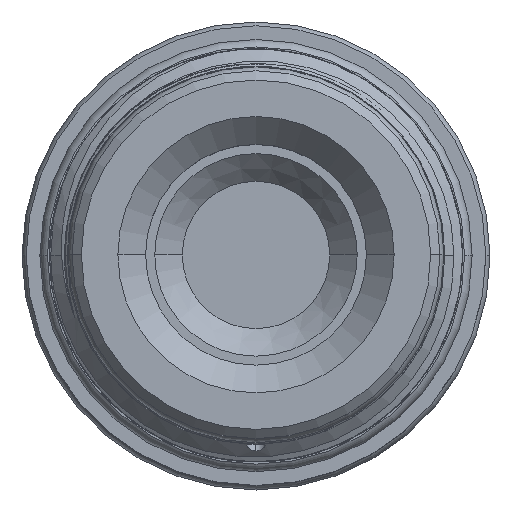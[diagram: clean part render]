
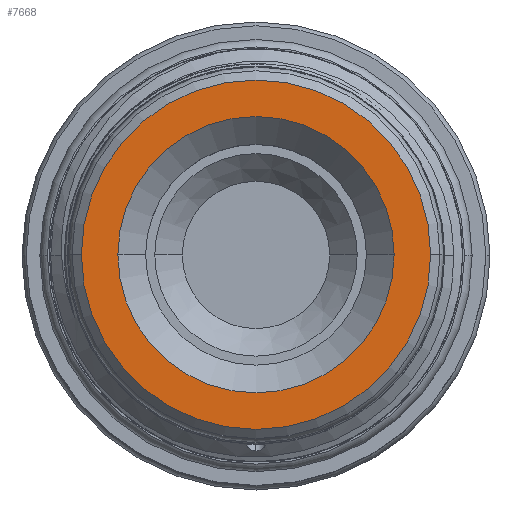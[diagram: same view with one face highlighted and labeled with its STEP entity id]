
A CAD part, top view. The second image highlights one B-rep face of the part: STEP entity #7668.
In plain terms, the highlighted planar face has unit normal (0, 0, 1).
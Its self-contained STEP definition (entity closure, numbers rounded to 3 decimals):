
#277 = DIRECTION ( 'NONE',  ( 0., 0., -1. ) ) ;
#512 = FACE_BOUND ( 'NONE', #1891, .T. ) ;
#575 = DIRECTION ( 'NONE',  ( 1., 0., 0. ) ) ;
#1091 = CARTESIAN_POINT ( 'NONE',  ( 0., 0., 13.677 ) ) ;
#1891 = EDGE_LOOP ( 'NONE', ( #6916, #11856 ) ) ;
#2308 = CIRCLE ( 'NONE', #19448, 15.075 ) ;
#2309 = DIRECTION ( 'NONE',  ( 0., 0., 1. ) ) ;
#3085 = CIRCLE ( 'NONE', #9194, 11.925 ) ;
#4067 = EDGE_CURVE ( 'NONE', #15533, #17283, #8414, .T. ) ;
#4113 = DIRECTION ( 'NONE',  ( -1., 0., 0. ) ) ;
#4184 = EDGE_CURVE ( 'NONE', #17283, #15533, #3085, .T. ) ;
#5060 = VERTEX_POINT ( 'NONE', #17660 ) ;
#5525 = FACE_OUTER_BOUND ( 'NONE', #18087, .T. ) ;
#5860 = CARTESIAN_POINT ( 'NONE',  ( 15.075, 0., 13.677 ) ) ;
#6605 = DIRECTION ( 'NONE',  ( 0., 0., 1. ) ) ;
#6916 = ORIENTED_EDGE ( 'NONE', *, *, #4067, .F. ) ;
#6940 = CARTESIAN_POINT ( 'NONE',  ( 0., 0., 13.677 ) ) ;
#7266 = DIRECTION ( 'NONE',  ( 0., 0., -1. ) ) ;
#7668 = ADVANCED_FACE ( 'NONE', ( #5525, #512 ), #15434, .T. ) ;
#7943 = DIRECTION ( 'NONE',  ( 1., 0., 0. ) ) ;
#8414 = CIRCLE ( 'NONE', #17040, 11.925 ) ;
#9194 = AXIS2_PLACEMENT_3D ( 'NONE', #6940, #2309, #17488 ) ;
#10854 = AXIS2_PLACEMENT_3D ( 'NONE', #18744, #6605, #575 ) ;
#11324 = VERTEX_POINT ( 'NONE', #5860 ) ;
#11360 = ORIENTED_EDGE ( 'NONE', *, *, #13031, .F. ) ;
#11791 = AXIS2_PLACEMENT_3D ( 'NONE', #17064, #277, #13875 ) ;
#11856 = ORIENTED_EDGE ( 'NONE', *, *, #4184, .F. ) ;
#11895 = EDGE_CURVE ( 'NONE', #11324, #5060, #19430, .T. ) ;
#13031 = EDGE_CURVE ( 'NONE', #5060, #11324, #2308, .T. ) ;
#13875 = DIRECTION ( 'NONE',  ( -1., 0., 0. ) ) ;
#14162 = DIRECTION ( 'NONE',  ( 0., 0., 1. ) ) ;
#15434 = PLANE ( 'NONE',  #10854 ) ;
#15533 = VERTEX_POINT ( 'NONE', #18377 ) ;
#17040 = AXIS2_PLACEMENT_3D ( 'NONE', #18670, #14162, #7943 ) ;
#17064 = CARTESIAN_POINT ( 'NONE',  ( 0., 0., 13.677 ) ) ;
#17283 = VERTEX_POINT ( 'NONE', #17530 ) ;
#17488 = DIRECTION ( 'NONE',  ( 1., 0., 0. ) ) ;
#17530 = CARTESIAN_POINT ( 'NONE',  ( -11.925, 0., 13.677 ) ) ;
#17660 = CARTESIAN_POINT ( 'NONE',  ( -15.075, 0., 13.677 ) ) ;
#18087 = EDGE_LOOP ( 'NONE', ( #11360, #18238 ) ) ;
#18238 = ORIENTED_EDGE ( 'NONE', *, *, #11895, .F. ) ;
#18377 = CARTESIAN_POINT ( 'NONE',  ( 11.925, 0., 13.677 ) ) ;
#18670 = CARTESIAN_POINT ( 'NONE',  ( 0., 0., 13.677 ) ) ;
#18744 = CARTESIAN_POINT ( 'NONE',  ( -15.075, 0., 13.677 ) ) ;
#19430 = CIRCLE ( 'NONE', #11791, 15.075 ) ;
#19448 = AXIS2_PLACEMENT_3D ( 'NONE', #1091, #7266, #4113 ) ;
